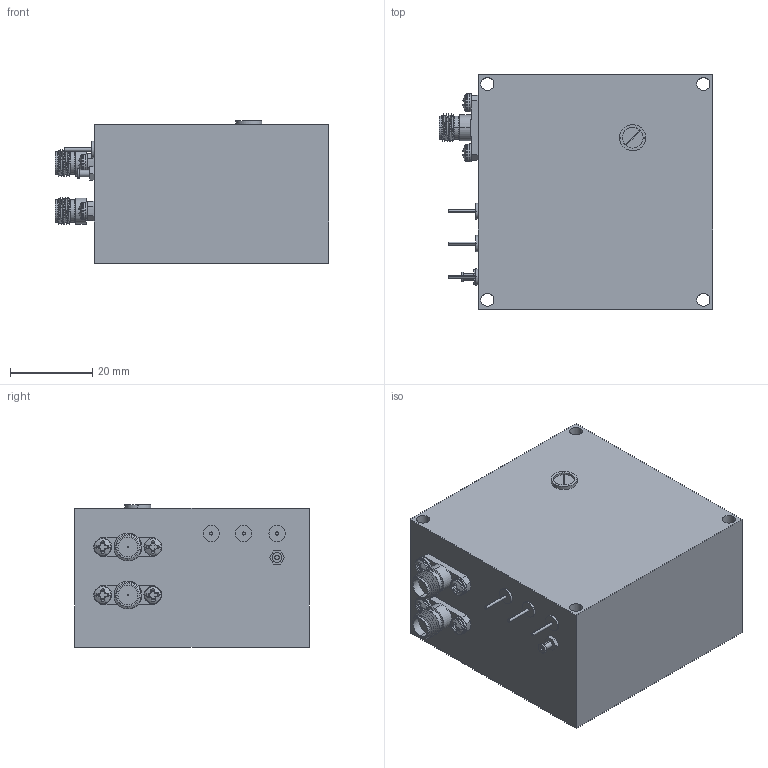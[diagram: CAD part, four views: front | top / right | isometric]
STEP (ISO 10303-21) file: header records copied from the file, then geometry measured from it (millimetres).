
FILE_DESCRIPTION (( 'STEP AP203' ), '1' );
FILE_NAME ('SOP-26310015-SF-E8-2.STEP', '2019-12-03T20:17:10', ( '' ), ( '' ), 'SwSTEP 2.0', 'SolidWorks 2016', '' );
FILE_SCHEMA (( 'CONFIG_CONTROL_DESIGN' ));
Length unit declared in the file: inch
Products named in the file (1): SOP-26310015-SF-E8-2
Bounding box: 66.6 x 57.15 x 34.68 mm (x, y, z)
Volume: 110220.7 mm3; surface area: 17598.3 mm2
Topology: 16 solids, 16 shells, 609 faces, 1636 edges, 1079 vertices
Faces by surface type: cylinder 333, plane 169, cone 58, bspline 49
Entity records: 26461 total; most frequent: CARTESIAN_POINT 12640, ORIENTED_EDGE 3268, DIRECTION 2493, EDGE_CURVE 1634, VERTEX_POINT 1079, AXIS2_PLACEMENT_3D 941, EDGE_LOOP 653, VECTOR 611
